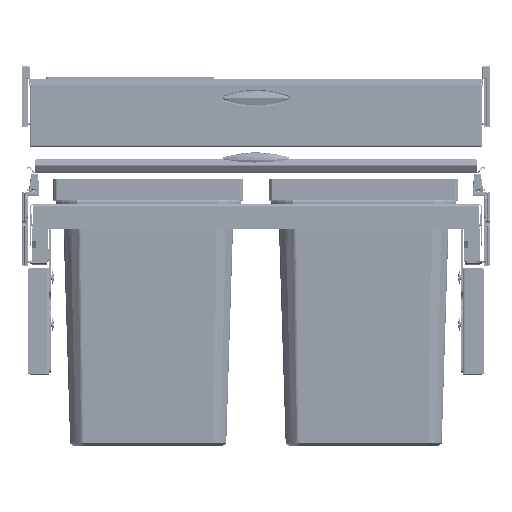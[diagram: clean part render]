
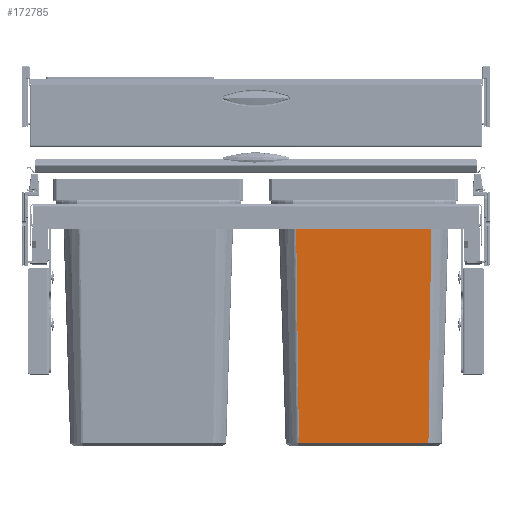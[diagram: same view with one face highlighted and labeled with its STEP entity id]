
A CAD part, top view. The second image highlights one B-rep face of the part: STEP entity #172785.
In plain terms, the highlighted planar face has unit normal (0, -0.031, 1).
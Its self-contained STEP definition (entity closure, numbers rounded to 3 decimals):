
#43255=EDGE_CURVE('9833',#92529,#92526,#92530,.T.);
#43307=EDGE_CURVE('9781',#92526,#92597,#92600,.T.);
#43309=EDGE_CURVE('9817',#92602,#92597,#92603,.T.);
#43311=EDGE_CURVE('9786',#92529,#92602,#92605,.T.);
#92526=VERTEX_POINT('',#171757);
#92529=VERTEX_POINT('',#171768);
#92530=LINE('',#171769,#171770);
#92597=VERTEX_POINT('',#171967);
#92600=B_SPLINE_CURVE_WITH_KNOTS('',3,(#171976,#171977,#171978,#171979,#171980,#171981),.UNSPECIFIED.,.F.,.F.,(4,1,1,4),(0.0,0.333,0.667,1.0),.UNSPECIFIED.);
#92602=VERTEX_POINT('',#171984);
#92603=LINE('',#171985,#171986);
#92605=B_SPLINE_CURVE_WITH_KNOTS('',3,(#171989,#171990,#171991,#171992,#171993,#171994),.UNSPECIFIED.,.F.,.F.,(4,1,1,4),(0.0,0.333,0.667,1.0),.UNSPECIFIED.);
#171757=CARTESIAN_POINT('',(48.271,9.8,-11.929));
#171768=CARTESIAN_POINT('',(213.129,9.8,-11.929));
#171769=CARTESIAN_POINT('',(213.129,9.8,-11.929));
#171770=VECTOR('',#252531,164.857);
#171967=CARTESIAN_POINT('',(52.12,-290.329,-21.284));
#171976=CARTESIAN_POINT('',(48.271,9.8,-11.929));
#171977=CARTESIAN_POINT('',(48.717,-25.284,-13.022));
#171978=CARTESIAN_POINT('',(49.596,-94.295,-15.173));
#171979=CARTESIAN_POINT('',(50.878,-194.335,-18.292));
#171980=CARTESIAN_POINT('',(51.709,-258.716,-20.299));
#171981=CARTESIAN_POINT('',(52.12,-290.329,-21.284));
#171984=CARTESIAN_POINT('',(209.28,-290.329,-21.284));
#171985=CARTESIAN_POINT('',(209.28,-290.329,-21.284));
#171986=VECTOR('',#252541,157.161);
#171989=CARTESIAN_POINT('',(213.129,9.8,-11.929));
#171990=CARTESIAN_POINT('',(212.683,-25.284,-13.022));
#171991=CARTESIAN_POINT('',(211.804,-94.295,-15.173));
#171992=CARTESIAN_POINT('',(210.522,-194.335,-18.292));
#171993=CARTESIAN_POINT('',(209.691,-258.716,-20.299));
#171994=CARTESIAN_POINT('',(209.28,-290.329,-21.284));
#172785=ADVANCED_FACE('7138',(#252901),#252902,.T.);
#252531=DIRECTION('',(-1.0,0.0,0.0));
#252541=DIRECTION('',(-1.0,0.0,0.0));
#252901=FACE_OUTER_BOUND('',#296384,.T.);
#252902=PLANE('',#296385);
#296384=EDGE_LOOP('',(#338150,#338151,#338152,#338153));
#296385=AXIS2_PLACEMENT_3D('',#338154,#338155,#338156);
#338150=ORIENTED_EDGE('',*,*,#43309,.F.);
#338151=ORIENTED_EDGE('',*,*,#43311,.F.);
#338152=ORIENTED_EDGE('',*,*,#43255,.T.);
#338153=ORIENTED_EDGE('',*,*,#43307,.T.);
#338154=CARTESIAN_POINT('',(130.7,-130.469,-16.301));
#338155=DIRECTION('',(0.0,-0.031,1.));
#338156=DIRECTION('',(1.0,0.0,0.0));
